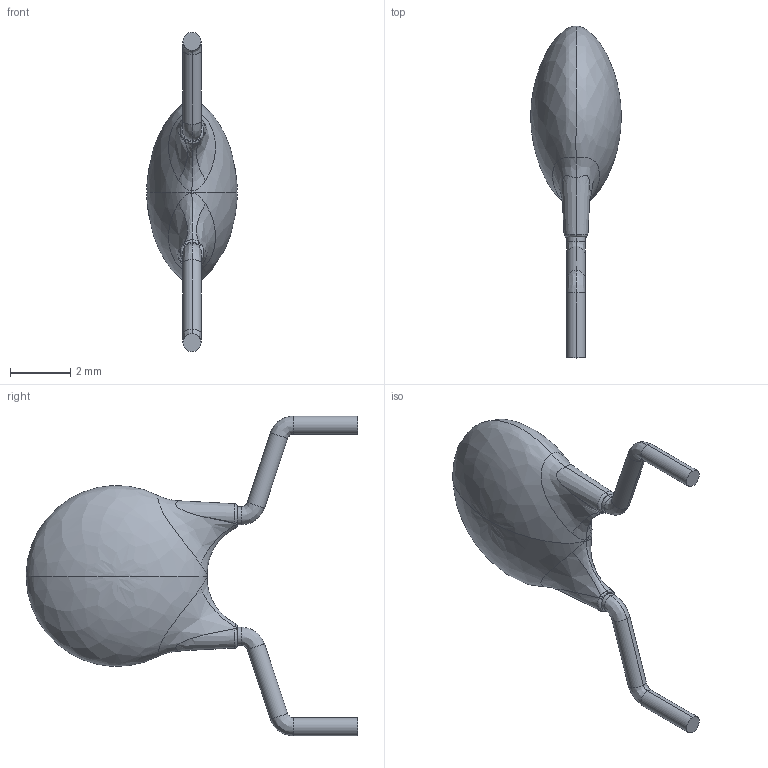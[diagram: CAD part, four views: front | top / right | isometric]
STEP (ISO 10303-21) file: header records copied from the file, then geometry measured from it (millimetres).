
FILE_DESCRIPTION (( 'STEP AP214' ), '1' );
FILE_NAME ('User Library-D6x10.STEP', '2021-12-30T03:12:54', ( '' ), ( '' ), 'SwSTEP 2.0', 'SolidWorks 2021', '' );
FILE_SCHEMA (( 'AUTOMOTIVE_DESIGN' ));
Length unit declared in the file: millimetre
Products named in the file (1): User Library-D6x10
Bounding box: 3 x 11 x 10.6 mm (x, y, z)
Volume: 59.9 mm3; surface area: 109.4 mm2
Topology: 3 solids, 3 shells, 53 faces, 113 edges, 62 vertices
Faces by surface type: bspline 32, cylinder 12, plane 6, cone 3
Entity records: 2569 total; most frequent: CARTESIAN_POINT 1593, ORIENTED_EDGE 218, DIRECTION 145, EDGE_CURVE 109, AXIS2_PLACEMENT_3D 64, VERTEX_POINT 62, EDGE_LOOP 53, ADVANCED_FACE 53
